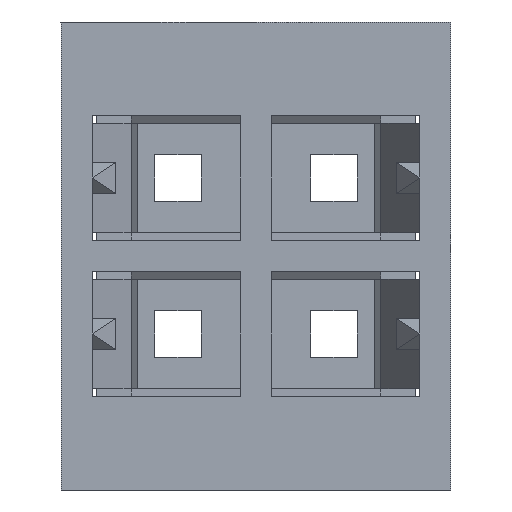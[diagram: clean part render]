
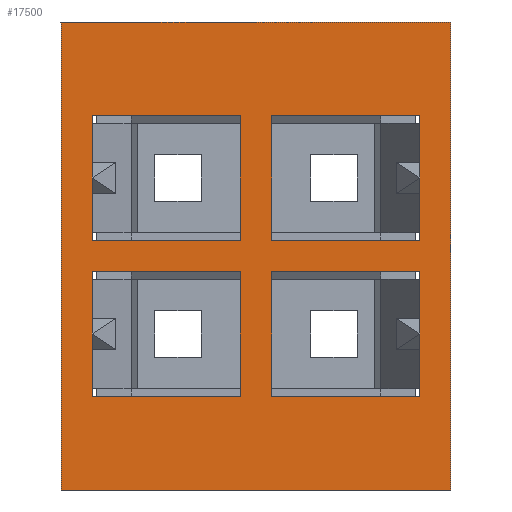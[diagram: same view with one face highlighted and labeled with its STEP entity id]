
A CAD part, front view. The second image highlights one B-rep face of the part: STEP entity #17500.
In plain terms, the highlighted planar face has unit normal (0, -1, 0).
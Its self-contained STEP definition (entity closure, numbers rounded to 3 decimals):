
#3140=CARTESIAN_POINT('',(-1.96,-3.95,15.2));
#3150=VERTEX_POINT('',#3140);
#3180=CARTESIAN_POINT('',(-3.519,-3.95,15.2));
#3190=DIRECTION('',(1.,0.,0.));
#3200=VECTOR('',#3190,1.);
#3210=LINE('',#3180,#3200);
#3220=CARTESIAN_POINT('',(-3.86,-3.95,15.2));
#3230=VERTEX_POINT('',#3220);
#3240=EDGE_CURVE('',#3230,#3150,#3210,.T.);
#5530=CARTESIAN_POINT('',(-3.86,-3.95,17.2));
#5540=VERTEX_POINT('',#5530);
#5570=CARTESIAN_POINT('',(-3.86,-3.95,18.));
#5580=DIRECTION('',(0.,0.,1.));
#5590=VECTOR('',#5580,1.);
#5600=LINE('',#5570,#5590);
#5610=CARTESIAN_POINT('',(-3.86,-3.95,18.));
#5620=VERTEX_POINT('',#5610);
#5630=EDGE_CURVE('',#5540,#5620,#5600,.T.);
#8740=CARTESIAN_POINT('',(-3.86,-3.95,16.));
#8750=VERTEX_POINT('',#8740);
#10960=CARTESIAN_POINT('',(0.34,-3.95,16.));
#10970=VERTEX_POINT('',#10960);
#12510=CARTESIAN_POINT('',(0.34,-3.95,16.8));
#12520=VERTEX_POINT('',#12510);
#12550=CARTESIAN_POINT('',(0.34,-3.95,16.));
#12560=DIRECTION('',(0.,0.,-1.));
#12570=VECTOR('',#12560,1.);
#12580=LINE('',#12550,#12570);
#12590=EDGE_CURVE('',#12520,#10970,#12580,.T.);
#13010=CARTESIAN_POINT('',(0.34,-3.95,18.));
#13020=VERTEX_POINT('',#13010);
#13050=CARTESIAN_POINT('',(0.34,-3.95,18.));
#13060=DIRECTION('',(0.,0.,1.));
#13070=VECTOR('',#13060,1.);
#13080=LINE('',#13050,#13070);
#13090=CARTESIAN_POINT('',(0.34,-3.95,17.2));
#13100=VERTEX_POINT('',#13090);
#13110=EDGE_CURVE('',#13100,#13020,#13080,.T.);
#13500=CARTESIAN_POINT('',(-1.96,-3.95,18.8));
#13510=VERTEX_POINT('',#13500);
#13540=CARTESIAN_POINT('',(-1.96,-3.95,18.));
#13550=DIRECTION('',(0.,0.,1.));
#13560=VECTOR('',#13550,1.);
#13570=LINE('',#13540,#13560);
#13580=CARTESIAN_POINT('',(-1.96,-3.95,17.2));
#13590=VERTEX_POINT('',#13580);
#13600=EDGE_CURVE('',#13590,#13510,#13570,.T.);
#15540=CARTESIAN_POINT('',(0.74,-3.95,14.));
#15550=VERTEX_POINT('',#15540);
#15580=CARTESIAN_POINT('',(0.74,-3.95,8.4));
#15590=DIRECTION('',(0.,0.,-1.));
#15600=VECTOR('',#15590,1.);
#15610=LINE('',#15580,#15600);
#15620=CARTESIAN_POINT('',(0.74,-3.95,20.));
#15630=VERTEX_POINT('',#15620);
#15640=EDGE_CURVE('',#15630,#15550,#15610,.T.);
#15990=CARTESIAN_POINT('',(-3.398,-3.95,33.526))
;
#16000=DIRECTION('',(0.,-1.,0.));
#16010=DIRECTION('',(1.,0.,0.));
#16020=AXIS2_PLACEMENT_3D('',#15990,#16000,#16010);
#16030=PLANE('',#16020);
#16040=CARTESIAN_POINT('',(0.,-3.95,18.8));
#16050=DIRECTION('',(-1.,0.,0.));
#16060=VECTOR('',#16050,1.);
#16070=LINE('',#16040,#16060);
#16080=CARTESIAN_POINT('',(0.34,-3.95,18.8));
#16090=VERTEX_POINT('',#16080);
#16100=CARTESIAN_POINT('',(-1.56,-3.95,18.8));
#16110=VERTEX_POINT('',#16100);
#16120=EDGE_CURVE('',#16090,#16110,#16070,.T.);
#16130=ORIENTED_EDGE('',*,*,#16120,.F.);
#16140=CARTESIAN_POINT('',(-1.56,-3.95,18.));
#16150=DIRECTION('',(0.,0.,1.));
#16160=VECTOR('',#16150,1.);
#16170=LINE('',#16140,#16160);
#16180=CARTESIAN_POINT('',(-1.56,-3.95,17.2));
#16190=VERTEX_POINT('',#16180);
#16200=EDGE_CURVE('',#16190,#16110,#16170,.T.);
#16210=ORIENTED_EDGE('',*,*,#16200,.T.);
#16220=CARTESIAN_POINT('',(0.,-3.95,17.2));
#16230=DIRECTION('',(-1.,0.,0.));
#16240=VECTOR('',#16230,1.);
#16250=LINE('',#16220,#16240);
#16260=EDGE_CURVE('',#13100,#16190,#16250,.T.);
#16270=ORIENTED_EDGE('',*,*,#16260,.T.);
#16280=ORIENTED_EDGE('',*,*,#13110,.F.);
#16290=CARTESIAN_POINT('',(0.34,-3.95,18.));
#16300=DIRECTION('',(0.,0.,-1.));
#16310=VECTOR('',#16300,1.);
#16320=LINE('',#16290,#16310);
#16330=EDGE_CURVE('',#16090,#13020,#16320,.T.);
#16340=ORIENTED_EDGE('',*,*,#16330,.T.);
#16350=EDGE_LOOP('',(#16340,#16280,#16270,#16210,#16130));
#16360=FACE_BOUND('',#16350,.T.);
#16370=CARTESIAN_POINT('',(0.,-3.95,15.2));
#16380=DIRECTION('',(-1.,0.,0.));
#16390=VECTOR('',#16380,1.);
#16400=LINE('',#16370,#16390);
#16410=CARTESIAN_POINT('',(0.34,-3.95,15.2));
#16420=VERTEX_POINT('',#16410);
#16430=CARTESIAN_POINT('',(-1.56,-3.95,15.2));
#16440=VERTEX_POINT('',#16430);
#16450=EDGE_CURVE('',#16420,#16440,#16400,.T.);
#16460=ORIENTED_EDGE('',*,*,#16450,.T.);
#16470=CARTESIAN_POINT('',(0.34,-3.95,16.));
#16480=DIRECTION('',(0.,0.,1.));
#16490=VECTOR('',#16480,1.);
#16500=LINE('',#16470,#16490);
#16510=EDGE_CURVE('',#16420,#10970,#16500,.T.);
#16520=ORIENTED_EDGE('',*,*,#16510,.F.);
#16530=ORIENTED_EDGE('',*,*,#12590,.T.);
#16540=CARTESIAN_POINT('',(0.,-3.95,16.8));
#16550=DIRECTION('',(-1.,0.,0.));
#16560=VECTOR('',#16550,1.);
#16570=LINE('',#16540,#16560);
#16580=CARTESIAN_POINT('',(-1.56,-3.95,16.8));
#16590=VERTEX_POINT('',#16580);
#16600=EDGE_CURVE('',#12520,#16590,#16570,.T.);
#16610=ORIENTED_EDGE('',*,*,#16600,.F.);
#16620=CARTESIAN_POINT('',(-1.56,-3.95,16.));
#16630=DIRECTION('',(0.,0.,-1.));
#16640=VECTOR('',#16630,1.);
#16650=LINE('',#16620,#16640);
#16660=EDGE_CURVE('',#16590,#16440,#16650,.T.);
#16670=ORIENTED_EDGE('',*,*,#16660,.F.);
#16680=EDGE_LOOP('',(#16670,#16610,#16530,#16520,#16460));
#16690=FACE_BOUND('',#16680,.T.);
#16700=CARTESIAN_POINT('',(-1.96,-3.95,16.));
#16710=DIRECTION('',(0.,0.,-1.));
#16720=VECTOR('',#16710,1.);
#16730=LINE('',#16700,#16720);
#16740=CARTESIAN_POINT('',(-1.96,-3.95,16.8));
#16750=VERTEX_POINT('',#16740);
#16760=EDGE_CURVE('',#16750,#3150,#16730,.T.);
#16770=ORIENTED_EDGE('',*,*,#16760,.T.);
#16780=CARTESIAN_POINT('',(-3.519,-3.95,16.8));
#16790=DIRECTION('',(1.,0.,0.));
#16800=VECTOR('',#16790,1.);
#16810=LINE('',#16780,#16800);
#16820=CARTESIAN_POINT('',(-3.86,-3.95,16.8));
#16830=VERTEX_POINT('',#16820);
#16840=EDGE_CURVE('',#16830,#16750,#16810,.T.);
#16850=ORIENTED_EDGE('',*,*,#16840,.T.);
#16860=CARTESIAN_POINT('',(-3.86,-3.95,16.));
#16870=DIRECTION('',(0.,0.,-1.));
#16880=VECTOR('',#16870,1.);
#16890=LINE('',#16860,#16880);
#16900=EDGE_CURVE('',#16830,#8750,#16890,.T.);
#16910=ORIENTED_EDGE('',*,*,#16900,.F.);
#16920=CARTESIAN_POINT('',(-3.86,-3.95,16.));
#16930=DIRECTION('',(0.,0.,1.));
#16940=VECTOR('',#16930,1.);
#16950=LINE('',#16920,#16940);
#16960=EDGE_CURVE('',#3230,#8750,#16950,.T.);
#16970=ORIENTED_EDGE('',*,*,#16960,.T.);
#16980=ORIENTED_EDGE('',*,*,#3240,.F.);
#16990=EDGE_LOOP('',(#16980,#16970,#16910,#16850,#16770));
#17000=FACE_BOUND('',#16990,.T.);
#17010=CARTESIAN_POINT('',(-3.519,-3.95,17.2));
#17020=DIRECTION('',(1.,0.,0.));
#17030=VECTOR('',#17020,1.);
#17040=LINE('',#17010,#17030);
#17050=EDGE_CURVE('',#5540,#13590,#17040,.T.);
#17060=ORIENTED_EDGE('',*,*,#17050,.F.);
#17070=ORIENTED_EDGE('',*,*,#13600,.F.);
#17080=CARTESIAN_POINT('',(-3.519,-3.95,18.8));
#17090=DIRECTION('',(1.,0.,0.));
#17100=VECTOR('',#17090,1.);
#17110=LINE('',#17080,#17100);
#17120=CARTESIAN_POINT('',(-3.86,-3.95,18.8));
#17130=VERTEX_POINT('',#17120);
#17140=EDGE_CURVE('',#17130,#13510,#17110,.T.);
#17150=ORIENTED_EDGE('',*,*,#17140,.T.);
#17160=CARTESIAN_POINT('',(-3.86,-3.95,18.));
#17170=DIRECTION('',(0.,0.,-1.));
#17180=VECTOR('',#17170,1.);
#17190=LINE('',#17160,#17180);
#17200=EDGE_CURVE('',#17130,#5620,#17190,.T.);
#17210=ORIENTED_EDGE('',*,*,#17200,.F.);
#17220=ORIENTED_EDGE('',*,*,#5630,.T.);
#17230=EDGE_LOOP('',(#17220,#17210,#17150,#17070,#17060));
#17240=FACE_BOUND('',#17230,.T.);
#17250=CARTESIAN_POINT('',(0.74,-3.95,20.));
#17260=DIRECTION('',(-1.,0.,0.));
#17270=VECTOR('',#17260,1.);
#17280=LINE('',#17250,#17270);
#17290=CARTESIAN_POINT('',(-4.26,-3.95,20.));
#17300=VERTEX_POINT('',#17290);
#17310=EDGE_CURVE('',#15630,#17300,#17280,.T.);
#17320=ORIENTED_EDGE('',*,*,#17310,.T.);
#17330=ORIENTED_EDGE('',*,*,#15640,.F.);
#17340=CARTESIAN_POINT('',(0.74,-3.95,14.));
#17350=DIRECTION('',(-1.,0.,0.));
#17360=VECTOR('',#17350,1.);
#17370=LINE('',#17340,#17360);
#17380=CARTESIAN_POINT('',(-4.26,-3.95,14.));
#17390=VERTEX_POINT('',#17380);
#17400=EDGE_CURVE('',#15550,#17390,#17370,.T.);
#17410=ORIENTED_EDGE('',*,*,#17400,.F.);
#17420=CARTESIAN_POINT('',(-4.26,-3.95,8.));
#17430=DIRECTION('',(0.,0.,1.));
#17440=VECTOR('',#17430,1.);
#17450=LINE('',#17420,#17440);
#17460=EDGE_CURVE('',#17390,#17300,#17450,.T.);
#17470=ORIENTED_EDGE('',*,*,#17460,.F.);
#17480=EDGE_LOOP('',(#17470,#17410,#17330,#17320));
#17490=FACE_OUTER_BOUND('',#17480,.T.);
#17500=ADVANCED_FACE('',(#16360,#16690,#17000,#17240,#17490),#16030,.T.)
;
